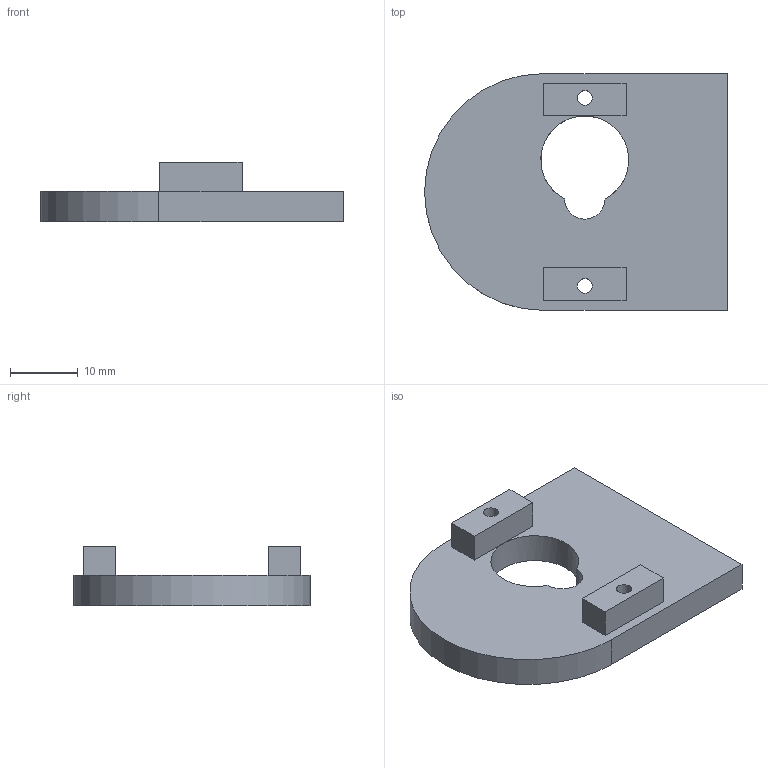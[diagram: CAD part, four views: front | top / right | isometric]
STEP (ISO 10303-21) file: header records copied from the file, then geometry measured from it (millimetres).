
FILE_DESCRIPTION(/* description */ ('STEP AP214'),/* implementation_level */ '2;1');
FILE_NAME(/* name */ '5feaa41a97cc2c1178578a1e',/* time_stamp */ '2020-12-29T03:35:55+00:00',/* author */ (''),/* organization */ (''),/* preprocessor_version */ 'ST-DEVELOPER v18.1',/* originating_system */ ' ',/* authorisation */ ' ');
FILE_SCHEMA (('AUTOMOTIVE_DESIGN {1 0 10303 214 3 1 1}'));
Length unit declared in the file: metre
Products named in the file (1): servo bracket r
Bounding box: 44.8 x 35 x 8.8 mm (x, y, z)
Volume: 6253.7 mm3; surface area: 3832.9 mm2
Topology: 1 solids, 1 shells, 20 faces, 50 edges, 33 vertices
Faces by surface type: plane 15, cylinder 5
Full cylindrical faces by diameter (mm): 2.2 x2
Entity records: 629 total; most frequent: CARTESIAN_POINT 102, DIRECTION 101, ORIENTED_EDGE 96, EDGE_CURVE 48, LINE 37, VECTOR 37, VERTEX_POINT 33, AXIS2_PLACEMENT_3D 32
